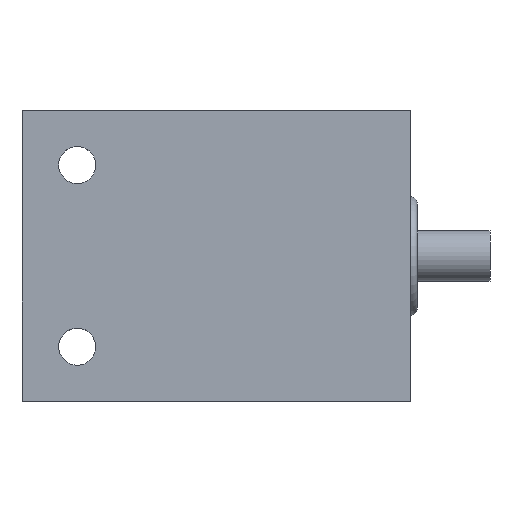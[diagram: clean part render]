
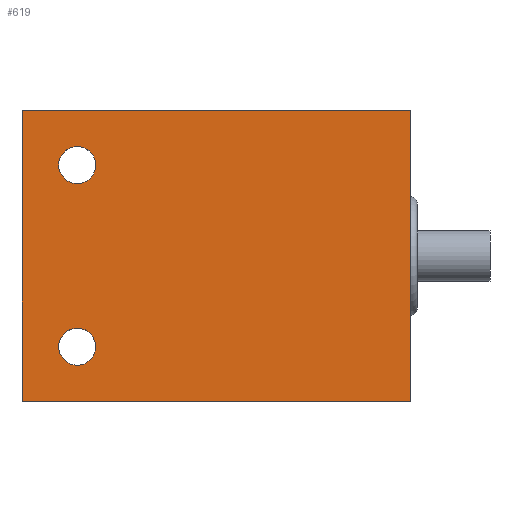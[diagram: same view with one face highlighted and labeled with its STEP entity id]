
A CAD part, top view. The second image highlights one B-rep face of the part: STEP entity #619.
In plain terms, the highlighted planar face has unit normal (0, 0, 1).
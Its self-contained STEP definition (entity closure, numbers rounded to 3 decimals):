
#184=DIRECTION('',(-1.,0.,0.));
#185=VECTOR('',#184,53.4);
#186=CARTESIAN_POINT('',(53.4,0.,17.));
#187=LINE('',#186,#185);
#191=DIRECTION('',(0.,1.,0.));
#192=VECTOR('',#191,40.);
#193=CARTESIAN_POINT('',(0.,0.,17.));
#194=LINE('',#193,#192);
#198=DIRECTION('',(1.,0.,0.));
#199=VECTOR('',#198,53.4);
#200=CARTESIAN_POINT('',(0.,40.,17.));
#201=LINE('',#200,#199);
#205=DIRECTION('',(0.,-1.,0.));
#206=VECTOR('',#205,40.);
#207=CARTESIAN_POINT('',(53.4,40.,17.));
#208=LINE('',#207,#206);
#212=CARTESIAN_POINT('',(7.6,7.5,17.));
#213=DIRECTION('',(0.,0.,1.));
#214=DIRECTION('',(0.,1.,0.));
#215=AXIS2_PLACEMENT_3D('',#212,#213,#214);
#220=CARTESIAN_POINT('',(7.6,7.5,17.));
#221=DIRECTION('',(0.,0.,1.));
#222=DIRECTION('',(0.,-1.,0.));
#223=AXIS2_PLACEMENT_3D('',#220,#221,#222);
#228=CARTESIAN_POINT('',(7.6,32.5,17.));
#229=DIRECTION('',(0.,0.,1.));
#230=DIRECTION('',(0.,1.,0.));
#231=AXIS2_PLACEMENT_3D('',#228,#229,#230);
#236=CARTESIAN_POINT('',(7.6,32.5,17.));
#237=DIRECTION('',(0.,0.,1.));
#238=DIRECTION('',(0.,-1.,0.));
#239=AXIS2_PLACEMENT_3D('',#236,#237,#238);
#458=CARTESIAN_POINT('',(0.,0.,17.));
#459=VERTEX_POINT('',#458);
#460=CARTESIAN_POINT('',(53.4,0.,17.));
#461=VERTEX_POINT('',#460);
#462=CARTESIAN_POINT('',(0.,40.,17.));
#463=VERTEX_POINT('',#462);
#464=CARTESIAN_POINT('',(53.4,40.,17.));
#465=VERTEX_POINT('',#464);
#466=CARTESIAN_POINT('',(7.6,10.05,17.));
#467=CARTESIAN_POINT('',(7.6,4.95,17.));
#468=VERTEX_POINT('',#466);
#469=VERTEX_POINT('',#467);
#470=CARTESIAN_POINT('',(7.6,35.05,17.));
#471=CARTESIAN_POINT('',(7.6,29.95,17.));
#472=VERTEX_POINT('',#470);
#473=VERTEX_POINT('',#471);
#596=CARTESIAN_POINT('',(0.,0.,17.));
#597=DIRECTION('',(0.,0.,1.));
#598=DIRECTION('',(1.,0.,0.));
#599=AXIS2_PLACEMENT_3D('',#596,#597,#598);
#600=PLANE('',#599);
#601=ORIENTED_EDGE('',*,*,#542,.T.);
#602=ORIENTED_EDGE('',*,*,#557,.T.);
#603=ORIENTED_EDGE('',*,*,#571,.T.);
#604=ORIENTED_EDGE('',*,*,#584,.T.);
#605=EDGE_LOOP('',(#601,#602,#603,#604));
#606=FACE_OUTER_BOUND('',#605,.F.);
#608=ORIENTED_EDGE('',*,*,#607,.T.);
#610=ORIENTED_EDGE('',*,*,#609,.T.);
#611=EDGE_LOOP('',(#608,#610));
#612=FACE_BOUND('',#611,.F.);
#614=ORIENTED_EDGE('',*,*,#613,.T.);
#616=ORIENTED_EDGE('',*,*,#615,.T.);
#617=EDGE_LOOP('',(#614,#616));
#618=FACE_BOUND('',#617,.F.);
#619=ADVANCED_FACE('',(#606,#612,#618),#600,.T.);
#216=CIRCLE('',#215,2.55);
#224=CIRCLE('',#223,2.55);
#232=CIRCLE('',#231,2.55);
#240=CIRCLE('',#239,2.55);
#542=EDGE_CURVE('',#461,#459,#187,.T.);
#557=EDGE_CURVE('',#459,#463,#194,.T.);
#571=EDGE_CURVE('',#463,#465,#201,.T.);
#584=EDGE_CURVE('',#465,#461,#208,.T.);
#607=EDGE_CURVE('',#468,#469,#216,.T.);
#609=EDGE_CURVE('',#469,#468,#224,.T.);
#613=EDGE_CURVE('',#472,#473,#232,.T.);
#615=EDGE_CURVE('',#473,#472,#240,.T.);
